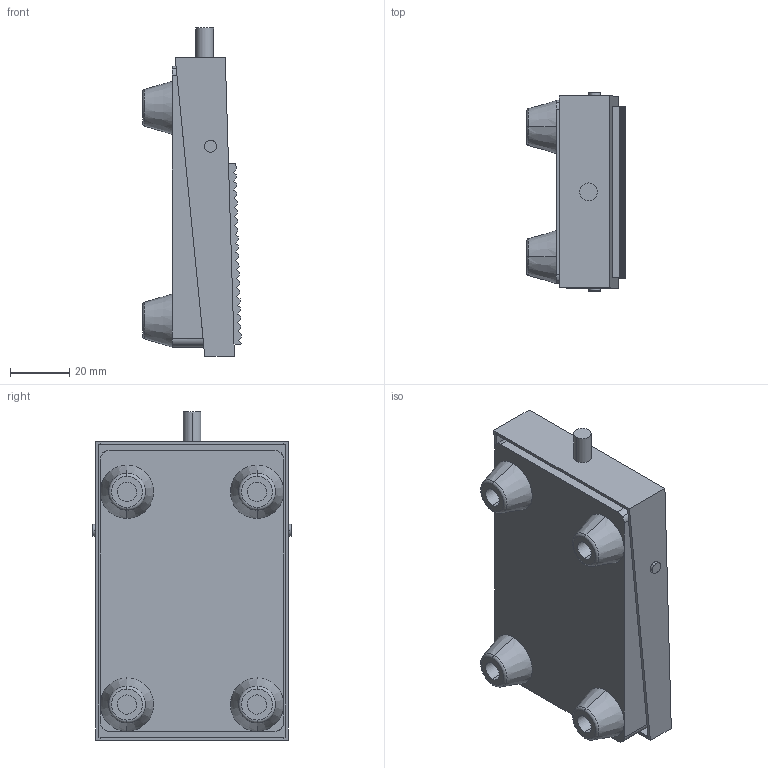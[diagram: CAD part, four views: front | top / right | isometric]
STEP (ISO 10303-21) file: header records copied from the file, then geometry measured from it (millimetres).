
FILE_DESCRIPTION(('CATIA V5 STEP Exchange'),'2;1');
FILE_NAME('foot switch.stp','2021-06-26T14:37:55+00:00',('none'),('none'),'CATIA Version 5 Release 20 GA (IN-10)','CATIA V5 STEP AP203','none');
FILE_SCHEMA(('CONFIG_CONTROL_DESIGN'));
Length unit declared in the file: millimetre
Products named in the file (1): FOOT SWITCH
Bounding box: 33.41 x 67 x 111 mm (x, y, z)
Volume: 113165.1 mm3; surface area: 41696.6 mm2
Topology: 2 solids, 2 shells, 140 faces, 398 edges, 270 vertices
Faces by surface type: plane 102, cylinder 22, cone 8, torus 8
Entity records: 4790 total; most frequent: CARTESIAN_POINT 1151, ORIENTED_EDGE 796, DIRECTION 645, EDGE_CURVE 398, VECTOR 284, LINE 284, VERTEX_POINT 270, AXIS2_PLACEMENT_3D 222
